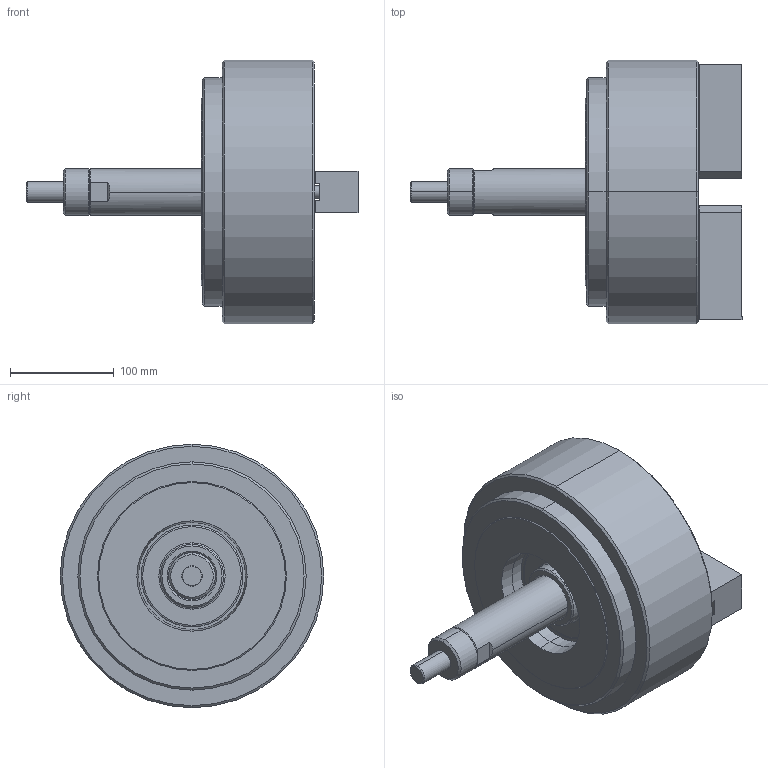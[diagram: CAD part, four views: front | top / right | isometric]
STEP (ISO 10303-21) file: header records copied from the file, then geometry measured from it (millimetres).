
FILE_DESCRIPTION (( 'STEP AP203' ), '1' );
FILE_NAME ('CF-2P-10A6.STEP', '2020-01-02T02:03:58', ( 'temp' ), ( '' ), 'SwSTEP 2.0', 'SolidWorks 2016', '' );
FILE_SCHEMA (( 'CONFIG_CONTROL_DESIGN' ));
Length unit declared in the file: metre
Products named in the file (12): CF-3P-10-07010; CF-2P-10-0100G; CF-3P-10-06010; CF-2P-10-02000; CF-3H-10-12000-A6法蘭; CF-2P-10-08000; CF-2P-10A6; CF-2P-10-04000; 半圓頭六角孔螺栓_M5x12; SJ-10; 圓頭內六角螺栓_M12x30; CF-3P-10-05010
Assembly tree (18 placements, depth 2):
  CF-2P-10A6
    CF-2P-10-0100G
    CF-2P-10-02000
    CF-2P-10-08000
    CF-2P-10-04000
    半圓頭六角孔螺栓_M5x12  x4
    SJ-10  x2
    圓頭內六角螺栓_M12x30  x4
    CF-3P-10-05010
    CF-3P-10-07010
    CF-3P-10-06010
    CF-3H-10-12000-A6法蘭
Bounding box: 320 x 254 x 254 mm (x, y, z)
Volume: 5139632.6 mm3; surface area: 496848.7 mm2
Topology: 18 solids, 18 shells, 1774 faces, 4933 edges, 3205 vertices
Faces by surface type: plane 1109, cylinder 489, cone 148, torus 28
Entity records: 33267 total; most frequent: CARTESIAN_POINT 6763, ORIENTED_EDGE 5478, DIRECTION 4967, EDGE_CURVE 2739, VECTOR 1849, LINE 1849, VERTEX_POINT 1791, AXIS2_PLACEMENT_3D 1559
